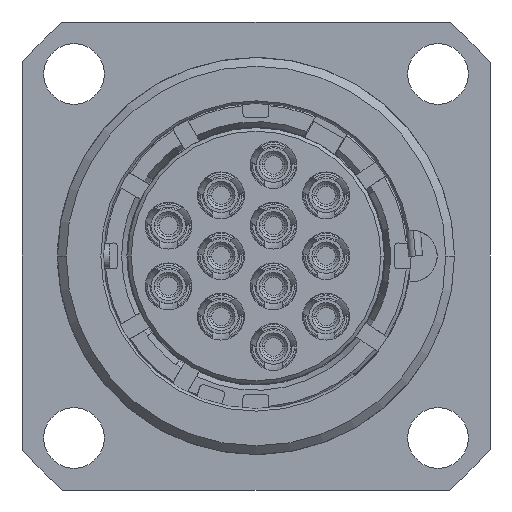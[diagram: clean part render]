
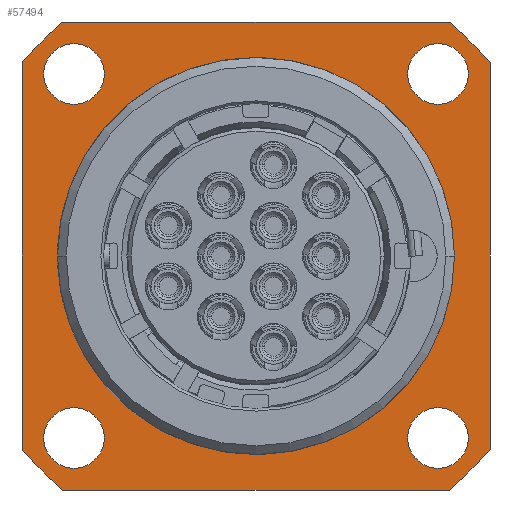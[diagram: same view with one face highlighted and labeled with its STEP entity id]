
A CAD part, left-side view. The second image highlights one B-rep face of the part: STEP entity #57494.
In plain terms, the highlighted planar face has unit normal (-1, 0, 0).
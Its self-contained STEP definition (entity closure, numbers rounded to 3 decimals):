
#18870=CARTESIAN_POINT('',(5.6,0.,0.));
#18871=DIRECTION('',(-1.,0.,0.));
#18872=DIRECTION('',(0.,0.998,-0.061));
#18873=AXIS2_PLACEMENT_3D('',#18870,#18871,#18872);
#18888=DIRECTION('',(0.,1.,0.));
#18889=VECTOR('',#18888,0.19);
#18890=CARTESIAN_POINT('',(5.6,11.239,-0.7));
#18891=LINE('2382',#18890,#18889);
#18905=DIRECTION('',(0.,1.,0.));
#18906=VECTOR('',#18905,0.19);
#18907=CARTESIAN_POINT('',(5.6,11.239,0.7));
#18908=LINE('2381',#18907,#18906);
#18921=DIRECTION('',(0.,0.,1.));
#18922=VECTOR('',#18921,22.271);
#18923=CARTESIAN_POINT('',(5.6,-13.5,-11.136));
#18924=LINE('2231',#18923,#18922);
#18925=CARTESIAN_POINT('',(5.6,0.,0.));
#18926=DIRECTION('',(-1.,0.,0.));
#18927=DIRECTION('',(0.,-0.636,-0.771));
#18928=AXIS2_PLACEMENT_3D('',#18925,#18926,#18927);
#18930=DIRECTION('',(0.,-1.,0.));
#18931=VECTOR('',#18930,22.271);
#18932=CARTESIAN_POINT('',(5.6,11.136,-13.5));
#18933=LINE('2233',#18932,#18931);
#18934=CARTESIAN_POINT('',(5.6,0.,0.));
#18935=DIRECTION('',(-1.,0.,0.));
#18936=DIRECTION('',(0.,0.771,-0.636));
#18937=AXIS2_PLACEMENT_3D('',#18934,#18935,#18936);
#18939=DIRECTION('',(0.,0.,-1.));
#18940=VECTOR('',#18939,22.271);
#18941=CARTESIAN_POINT('',(5.6,13.5,11.136));
#18942=LINE('2235',#18941,#18940);
#18943=CARTESIAN_POINT('',(5.6,0.,0.));
#18944=DIRECTION('',(-1.,0.,0.));
#18945=DIRECTION('',(0.,0.636,0.771));
#18946=AXIS2_PLACEMENT_3D('',#18943,#18944,#18945);
#18948=DIRECTION('',(0.,1.,0.));
#18949=VECTOR('',#18948,22.271);
#18950=CARTESIAN_POINT('',(5.6,-11.136,13.5));
#18951=LINE('2237',#18950,#18949);
#18952=CARTESIAN_POINT('',(5.6,0.,0.));
#18953=DIRECTION('',(-1.,0.,0.));
#18954=DIRECTION('',(0.,-0.771,0.636));
#18955=AXIS2_PLACEMENT_3D('',#18952,#18953,#18954);
#18957=CARTESIAN_POINT('',(5.6,10.5,10.5));
#18958=DIRECTION('',(1.,0.,0.));
#18959=DIRECTION('',(0.,1.,0.));
#18960=AXIS2_PLACEMENT_3D('',#18957,#18958,#18959);
#18962=CARTESIAN_POINT('',(5.6,10.5,10.5));
#18963=DIRECTION('',(1.,0.,0.));
#18964=DIRECTION('',(0.,-1.,0.));
#18965=AXIS2_PLACEMENT_3D('',#18962,#18963,#18964);
#18967=CARTESIAN_POINT('',(5.6,10.5,-10.5));
#18968=DIRECTION('',(1.,0.,0.));
#18969=DIRECTION('',(0.,1.,0.));
#18970=AXIS2_PLACEMENT_3D('',#18967,#18968,#18969);
#18972=CARTESIAN_POINT('',(5.6,10.5,-10.5));
#18973=DIRECTION('',(1.,0.,0.));
#18974=DIRECTION('',(0.,-1.,0.));
#18975=AXIS2_PLACEMENT_3D('',#18972,#18973,#18974);
#18977=CARTESIAN_POINT('',(5.6,-10.5,-10.5));
#18978=DIRECTION('',(1.,0.,0.));
#18979=DIRECTION('',(0.,1.,0.));
#18980=AXIS2_PLACEMENT_3D('',#18977,#18978,#18979);
#18982=CARTESIAN_POINT('',(5.6,-10.5,-10.5));
#18983=DIRECTION('',(1.,0.,0.));
#18984=DIRECTION('',(0.,-1.,0.));
#18985=AXIS2_PLACEMENT_3D('',#18982,#18983,#18984);
#18987=CARTESIAN_POINT('',(5.6,-10.5,10.5));
#18988=DIRECTION('',(1.,0.,0.));
#18989=DIRECTION('',(0.,1.,0.));
#18990=AXIS2_PLACEMENT_3D('',#18987,#18988,#18989);
#18992=CARTESIAN_POINT('',(5.6,-10.5,10.5));
#18993=DIRECTION('',(1.,0.,0.));
#18994=DIRECTION('',(0.,-1.,0.));
#18995=AXIS2_PLACEMENT_3D('',#18992,#18993,#18994);
#18997=DIRECTION('',(0.,0.,-1.));
#18998=VECTOR('',#18997,1.4);
#18999=CARTESIAN_POINT('',(5.6,11.239,0.7));
#19000=LINE('2380',#18999,#18998);
#24055=CARTESIAN_POINT('',(5.6,0.,0.));
#24056=DIRECTION('',(-1.,0.,0.));
#24057=DIRECTION('',(0.,-1.,0.));
#24058=AXIS2_PLACEMENT_3D('',#24055,#24056,#24057);
#24141=CARTESIAN_POINT('',(5.6,-13.5,-11.136));
#24142=CARTESIAN_POINT('',(5.6,-13.5,11.136));
#24143=VERTEX_POINT('',#24141);
#24144=VERTEX_POINT('',#24142);
#24145=CARTESIAN_POINT('',(5.6,-11.136,-13.5));
#24146=VERTEX_POINT('',#24145);
#24147=CARTESIAN_POINT('',(5.6,11.136,-13.5));
#24148=VERTEX_POINT('',#24147);
#24149=CARTESIAN_POINT('',(5.6,13.5,-11.136));
#24150=VERTEX_POINT('',#24149);
#24151=CARTESIAN_POINT('',(5.6,13.5,11.136));
#24152=VERTEX_POINT('',#24151);
#24153=CARTESIAN_POINT('',(5.6,11.136,13.5));
#24154=VERTEX_POINT('',#24153);
#24155=CARTESIAN_POINT('',(5.6,-11.136,13.5));
#24156=VERTEX_POINT('',#24155);
#24165=CARTESIAN_POINT('',(5.6,-11.45,0.));
#24166=VERTEX_POINT('',#24165);
#24171=CARTESIAN_POINT('',(5.6,12.25,10.5));
#24172=CARTESIAN_POINT('',(5.6,8.75,10.5));
#24173=VERTEX_POINT('',#24171);
#24174=VERTEX_POINT('',#24172);
#24179=CARTESIAN_POINT('',(5.6,12.25,-10.5));
#24180=CARTESIAN_POINT('',(5.6,8.75,-10.5));
#24181=VERTEX_POINT('',#24179);
#24182=VERTEX_POINT('',#24180);
#24187=CARTESIAN_POINT('',(5.6,-8.75,-10.5));
#24188=CARTESIAN_POINT('',(5.6,-12.25,-10.5));
#24189=VERTEX_POINT('',#24187);
#24190=VERTEX_POINT('',#24188);
#24195=CARTESIAN_POINT('',(5.6,-8.75,10.5));
#24196=CARTESIAN_POINT('',(5.6,-12.25,10.5));
#24197=VERTEX_POINT('',#24195);
#24198=VERTEX_POINT('',#24196);
#24255=CARTESIAN_POINT('',(5.6,11.429,0.7));
#24257=VERTEX_POINT('',#24255);
#24259=CARTESIAN_POINT('',(5.6,11.429,-0.7));
#24261=VERTEX_POINT('',#24259);
#24307=CARTESIAN_POINT('',(5.6,11.239,0.7));
#24308=CARTESIAN_POINT('',(5.6,11.239,-0.7));
#24309=VERTEX_POINT('',#24307);
#24310=VERTEX_POINT('',#24308);
#57439=CARTESIAN_POINT('',(5.6,0.,0.));
#57440=DIRECTION('',(1.,0.,0.));
#57441=DIRECTION('',(0.,0.,-1.));
#57442=AXIS2_PLACEMENT_3D('',#57439,#57440,#57441);
#57443=PLANE('273',#57442);
#57445=ORIENTED_EDGE('2231',*,*,#57444,.F.);
#57447=ORIENTED_EDGE('2232',*,*,#57446,.F.);
#57449=ORIENTED_EDGE('2233',*,*,#57448,.F.);
#57451=ORIENTED_EDGE('2234',*,*,#57450,.F.);
#57453=ORIENTED_EDGE('2235',*,*,#57452,.F.);
#57455=ORIENTED_EDGE('2236',*,*,#57454,.F.);
#57457=ORIENTED_EDGE('2237',*,*,#57456,.F.);
#57459=ORIENTED_EDGE('2238',*,*,#57458,.F.);
#57460=EDGE_LOOP('273',(#57445,#57447,#57449,#57451,#57453,#57455,#57457,
#57459));
#57461=FACE_OUTER_BOUND('273',#57460,.F.);
#57463=ORIENTED_EDGE('2254',*,*,#57462,.F.);
#57465=ORIENTED_EDGE('2255',*,*,#57464,.F.);
#57466=EDGE_LOOP('273',(#57463,#57465));
#57467=FACE_BOUND('273',#57466,.F.);
#57469=ORIENTED_EDGE('2260',*,*,#57468,.F.);
#57471=ORIENTED_EDGE('2261',*,*,#57470,.F.);
#57472=EDGE_LOOP('273',(#57469,#57471));
#57473=FACE_BOUND('273',#57472,.F.);
#57475=ORIENTED_EDGE('2266',*,*,#57474,.F.);
#57477=ORIENTED_EDGE('2267',*,*,#57476,.F.);
#57478=EDGE_LOOP('273',(#57475,#57477));
#57479=FACE_BOUND('273',#57478,.F.);
#57481=ORIENTED_EDGE('2272',*,*,#57480,.F.);
#57483=ORIENTED_EDGE('2273',*,*,#57482,.F.);
#57484=EDGE_LOOP('273',(#57481,#57483));
#57485=FACE_BOUND('273',#57484,.F.);
#57486=ORIENTED_EDGE('2380',*,*,#57426,.T.);
#57487=ORIENTED_EDGE('2382',*,*,#57357,.T.);
#57488=ORIENTED_EDGE('2330',*,*,#57333,.T.);
#57490=ORIENTED_EDGE('2329',*,*,#57489,.T.);
#57491=ORIENTED_EDGE('2381',*,*,#57401,.F.);
#57492=EDGE_LOOP('273',(#57486,#57487,#57488,#57490,#57491));
#57493=FACE_BOUND('273',#57492,.F.);
#18874=CIRCLE('2330',#18873,11.45);
#18929=CIRCLE('2232',#18928,17.5);
#18938=CIRCLE('2234',#18937,17.5);
#18947=CIRCLE('2236',#18946,17.5);
#18956=CIRCLE('2238',#18955,17.5);
#18961=CIRCLE('2254',#18960,1.75);
#18966=CIRCLE('2255',#18965,1.75);
#18971=CIRCLE('2260',#18970,1.75);
#18976=CIRCLE('2261',#18975,1.75);
#18981=CIRCLE('2266',#18980,1.75);
#18986=CIRCLE('2267',#18985,1.75);
#18991=CIRCLE('2272',#18990,1.75);
#18996=CIRCLE('2273',#18995,1.75);
#24059=CIRCLE('2329',#24058,11.45);
#57333=EDGE_CURVE('2330',#24261,#24166,#18874,.T.);
#57357=EDGE_CURVE('2382',#24310,#24261,#18891,.T.);
#57401=EDGE_CURVE('2381',#24309,#24257,#18908,.T.);
#57426=EDGE_CURVE('2380',#24309,#24310,#19000,.T.);
#57444=EDGE_CURVE('2231',#24143,#24144,#18924,.T.);
#57446=EDGE_CURVE('2232',#24146,#24143,#18929,.T.);
#57448=EDGE_CURVE('2233',#24148,#24146,#18933,.T.);
#57450=EDGE_CURVE('2234',#24150,#24148,#18938,.T.);
#57452=EDGE_CURVE('2235',#24152,#24150,#18942,.T.);
#57454=EDGE_CURVE('2236',#24154,#24152,#18947,.T.);
#57456=EDGE_CURVE('2237',#24156,#24154,#18951,.T.);
#57458=EDGE_CURVE('2238',#24144,#24156,#18956,.T.);
#57462=EDGE_CURVE('2254',#24173,#24174,#18961,.T.);
#57464=EDGE_CURVE('2255',#24174,#24173,#18966,.T.);
#57468=EDGE_CURVE('2260',#24181,#24182,#18971,.T.);
#57470=EDGE_CURVE('2261',#24182,#24181,#18976,.T.);
#57474=EDGE_CURVE('2266',#24189,#24190,#18981,.T.);
#57476=EDGE_CURVE('2267',#24190,#24189,#18986,.T.);
#57480=EDGE_CURVE('2272',#24197,#24198,#18991,.T.);
#57482=EDGE_CURVE('2273',#24198,#24197,#18996,.T.);
#57489=EDGE_CURVE('2329',#24166,#24257,#24059,.T.);
#57494=ADVANCED_FACE('273',(#57461,#57467,#57473,#57479,#57485,#57493),#57443,
.F.);
